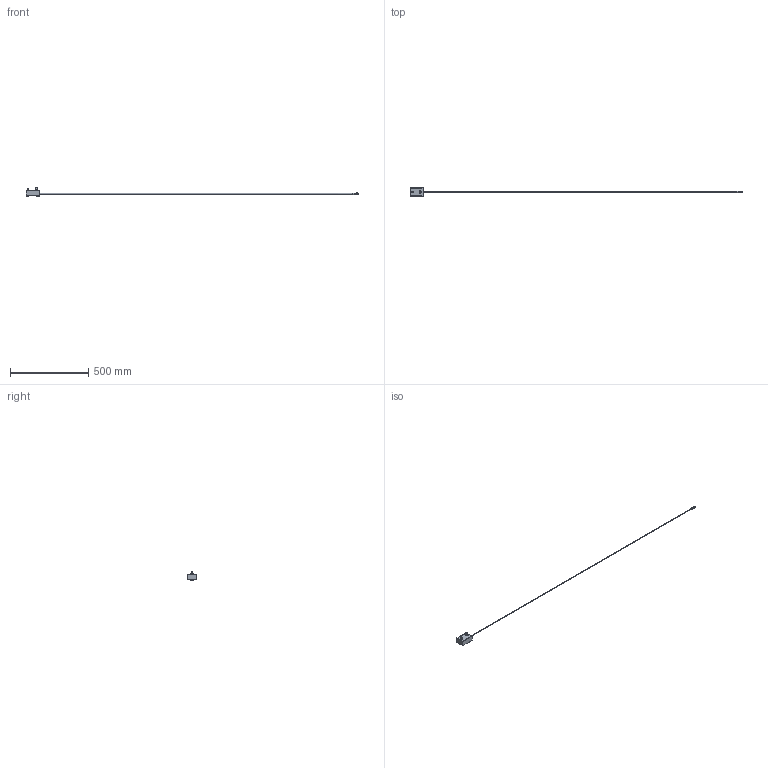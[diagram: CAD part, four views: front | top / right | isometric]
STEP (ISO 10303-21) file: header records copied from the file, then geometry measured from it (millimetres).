
FILE_DESCRIPTION( ( 'STEP AP214' ), '1' );
FILE_NAME( 'UPQ01.step', '2020-11-19T02:54:08', ( ' ' ), ( ' ' ), 'XStep 1.0', ' ', ' ' );
FILE_SCHEMA( ( 'automotive_design' ) );
Length unit declared in the file: millimetre
Products named in the file (1): 1
Bounding box: 2119 x 55 x 56 mm (x, y, z)
Volume: 197948.6 mm3; surface area: 54125 mm2
Topology: 1 solids, 1 shells, 134 faces, 293 edges, 174 vertices
Faces by surface type: plane 55, cylinder 45, cone 13, torus 9, bspline 8, sphere 4
Full cylindrical faces by diameter (mm): 1 x1, 1.93 x2, 4.5 x1, 5 x1, 5.7 x1, 6 x1, 7 x1, 8.4 x1, 8.88 x1, 9 x1, 9.5 x1, 9.6 x1, 10.3 x1, 10.4 x1, 10.6 x3, 11 x1, 11.5 x2, 12.4 x1, 16 x3
Entity records: 5444 total; most frequent: CARTESIAN_POINT 1691, DIRECTION 576, ORIENTED_EDGE 458, AXIS2_PLACEMENT_3D 236, EDGE_CURVE 229, EDGE_LOOP 204, FACE_OUTER_BOUND 165, VERTEX_POINT 163
